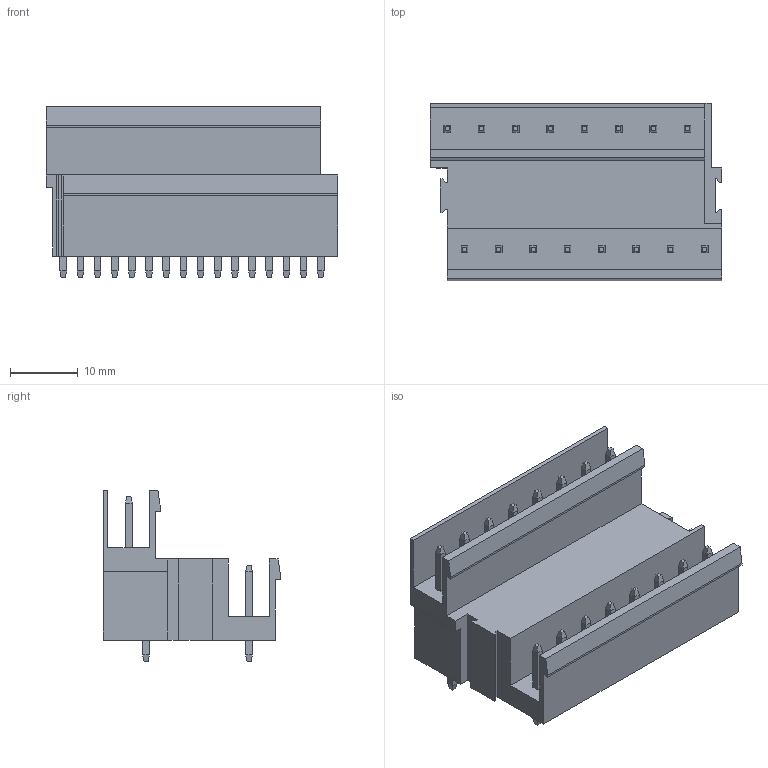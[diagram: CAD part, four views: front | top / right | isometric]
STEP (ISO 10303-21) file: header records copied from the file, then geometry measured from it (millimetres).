
FILE_DESCRIPTION(('CATIA V5 STEP Exchange','CAx-IF Rec.Pracs.--- Model Styling and Organization---1.2---2011-12-15'),'2;1');
FILE_NAME ('D1454958_0_1725710000_1725710000.stp','2018-11-10T04:57:03+00:00',('none'),('Weidmueller'),'CATIA Version 5-6 Release 2014','CATIA V5 STEP AP214','none');
FILE_SCHEMA(('AUTOMOTIVE_DESIGN { 1 0 10303 214 1 1 1 1 }'));
Length unit declared in the file: millimetre
Products named in the file (1): 1725710000
Bounding box: 43.18 x 26.28 x 25.36 mm (x, y, z)
Volume: 11678.7 mm3; surface area: 7848.8 mm2
Topology: 17 solids, 17 shells, 463 faces, 1159 edges, 730 vertices
Faces by surface type: plane 399, cylinder 64
Entity records: 12116 total; most frequent: ORIENTED_EDGE 2318, CARTESIAN_POINT 2219, DIRECTION 1433, EDGE_CURVE 1159, VECTOR 903, LINE 903, VERTEX_POINT 730, EDGE_LOOP 495
